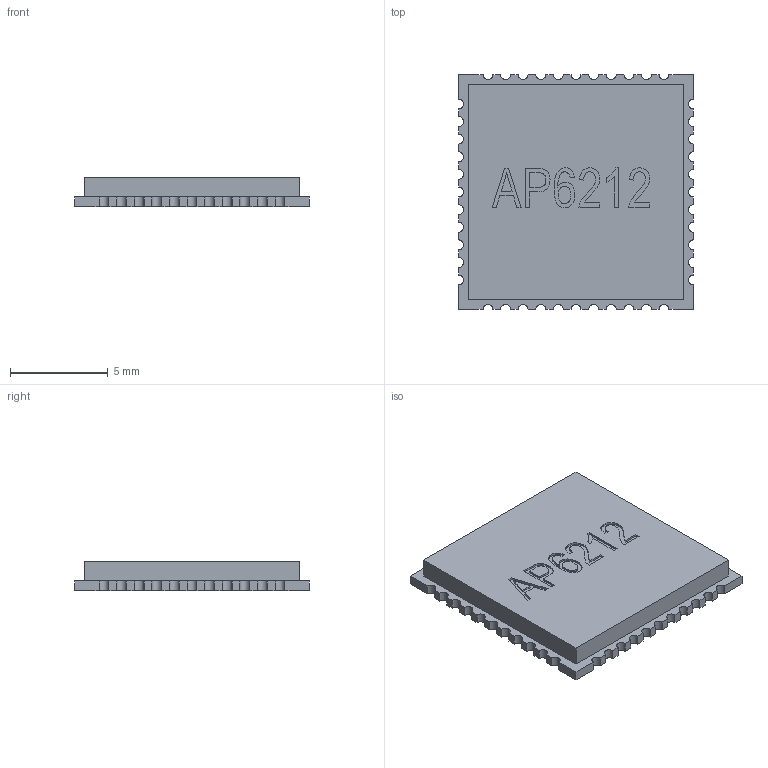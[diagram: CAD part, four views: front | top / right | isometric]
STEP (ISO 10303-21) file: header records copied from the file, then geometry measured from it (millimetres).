
FILE_DESCRIPTION (( 'STEP AP214' ), '1' );
FILE_NAME ('RF_WiFi_AMPAK_AP6212.step', '2020-02-22T11:38:27', ( '' ), ( '' ), 'SwSTEP 2.0', 'SolidWorks 2017', '' );
FILE_SCHEMA (( 'AUTOMOTIVE_DESIGN' ));
Length unit declared in the file: millimetre
Products named in the file (1): RF_WiFi_AMPAK_AP6212
Bounding box: 12 x 12 x 1.5 mm (x, y, z)
Volume: 190.3 mm3; surface area: 358.7 mm2
Topology: 1 solids, 1 shells, 191 faces, 537 edges, 358 vertices
Faces by surface type: plane 97, cylinder 55, bspline 39
Entity records: 9560 total; most frequent: CARTESIAN_POINT 3502, ORIENTED_EDGE 1074, DIRECTION 875, EDGE_CURVE 537, VERTEX_POINT 358, LINE 349, VECTOR 349, AXIS2_PLACEMENT_3D 263
